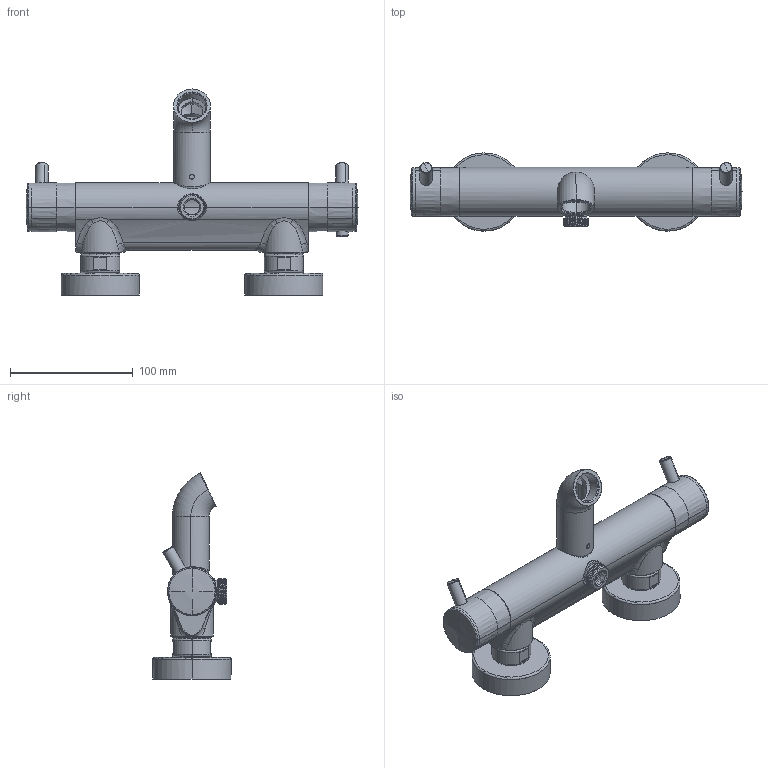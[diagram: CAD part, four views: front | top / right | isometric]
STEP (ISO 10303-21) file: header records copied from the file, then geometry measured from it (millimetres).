
FILE_DESCRIPTION(('CATIA V5 STEP Exchange','CAx-IF Rec.Pracs.--- Model Styling and Organization---1.5--- 2016-08-15','CAx-IF Rec.Pracs.---Supplemental Geometry---1.0---2011-11-01','CAx-IF Rec.Pracs.--- Composite Materials ---3.4---2017-06-13','CAx-IF Rec.Pracs.---Tessellated 3D Geometry---1.0---2015-12-17'),'2;1');
FILE_NAME('LNT23016.stp','2023-01-30T14:28:17+00:00',('none'),('none'),'CATIA Version 5-6 Release 2020 SP2','CATIA V5 STEP AP242 v2','none');
FILE_SCHEMA(('AP242_MANAGED_MODEL_BASED_3D_ENGINEERING_MIM_LF {1 0 10303 442 1 1 4}'));
Length unit declared in the file: millimetre
Products named in the file (1): lnt23016_AllCATPart
Bounding box: 271 x 63.8 x 168.16 mm (x, y, z)
Volume: 148255.2 mm3; surface area: 125119.5 mm2
Topology: 14 solids, 127 shells, 2091 faces, 5634 edges, 3679 vertices
Faces by surface type: plane 976, cylinder 485, torus 280, bspline 150, cone 132, sphere 68
Entity records: 76863 total; most frequent: CARTESIAN_POINT 28578, ORIENTED_EDGE 10669, DIRECTION 7963, EDGE_CURVE 5604, VERTEX_POINT 3679, AXIS2_PLACEMENT_3D 3537, VECTOR 2507, LINE 2507
